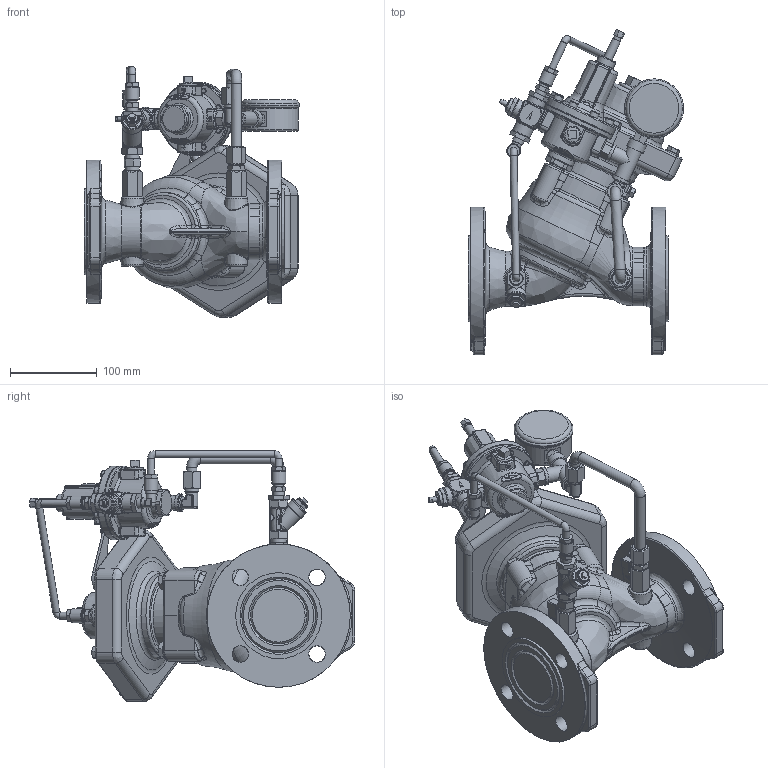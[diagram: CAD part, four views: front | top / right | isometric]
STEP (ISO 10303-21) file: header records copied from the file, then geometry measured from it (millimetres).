
FILE_DESCRIPTION(/* description */ ('STEP AP203'),/* implementation_level */ '2;1');
FILE_NAME(/* name */ 'DRY60 DN050.stp',/* time_stamp */ '2025-02-28T11:24:44+03:00',/* author */ ('utku.ernez'),/* organization */ (''),/* preprocessor_version */ 'ST-DEVELOPER v20',/* originating_system */ 'Autodesk Inventor 2025',/* authorisation */ '');
FILE_SCHEMA (('CONFIG_CONTROL_DESIGN'));
Products named in the file (1): Part2
Bounding box: 247.79 x 374.56 x 288.82 mm (x, y, z)
Volume: 4404899.6 mm3; surface area: 382493.8 mm2
Topology: 1 solids, 1 shells, 2375 faces, 5711 edges, 3430 vertices
Faces by surface type: plane 803, bspline 506, cylinder 482, cone 282, torus 230, sphere 72
Full cylindrical faces by diameter (mm): 2 x1, 5.3 x2, 5.5 x2, 6 x1, 7.6 x2, 7.8 x2, 8 x7, 10 x9, 11 x5, 11.4 x5, 11.547 x1, 12 x3, 13 x1, 13.157 x8, 13.5 x1, 13.7 x2, 14 x2, 14.5 x1, 14.8 x1, 15.4 x4, 16 x11, 16.893 x2, 17 x1, 17.3 x2, 17.5 x2, 19 x8, 20 x4, 20.5 x1, 20.76 x3, 21.5 x4
Entity records: 136197 total; most frequent: CARTESIAN_POINT 85970, ORIENTED_EDGE 11318, DIRECTION 9366, EDGE_CURVE 5659, AXIS2_PLACEMENT_3D 3746, VERTEX_POINT 3430, EDGE_LOOP 2553, FACE_OUTER_BOUND 2375
